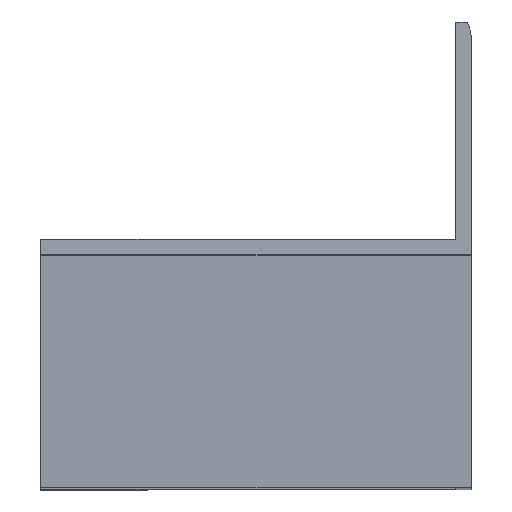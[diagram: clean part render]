
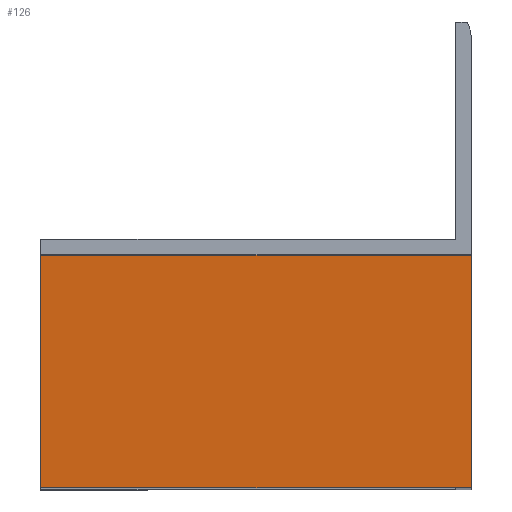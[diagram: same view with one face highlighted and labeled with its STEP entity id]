
A CAD part, top view. The second image highlights one B-rep face of the part: STEP entity #126.
In plain terms, the highlighted planar face has unit normal (0, -0.07, 0.998).
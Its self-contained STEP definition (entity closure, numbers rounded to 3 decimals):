
#3 = CARTESIAN_POINT ( 'NONE',  ( 53.5, -114.7, 85. ) ) ;
#29 = EDGE_CURVE ( 'NONE', #558, #539, #342, .T. ) ;
#32 = EDGE_CURVE ( 'NONE', #539, #354, #334, .T. ) ;
#55 = CARTESIAN_POINT ( 'NONE',  ( 0., -114.7, 85. ) ) ;
#57 = DIRECTION ( 'NONE',  ( -1., 0., 0. ) ) ;
#60 = CARTESIAN_POINT ( 'NONE',  ( 53.5, -84.7, 87.098 ) ) ;
#66 = EDGE_CURVE ( 'NONE', #558, #500, #310, .T. ) ;
#81 = VECTOR ( 'NONE', #57, 1000. ) ;
#84 = CARTESIAN_POINT ( 'NONE',  ( 55.5, -114.7, 85. ) ) ;
#90 = LINE ( 'NONE', #60, #81 ) ;
#93 = CARTESIAN_POINT ( 'NONE',  ( 55.5, -84.7, 87.098 ) ) ;
#122 = CARTESIAN_POINT ( 'NONE',  ( 55.5, -114.7, 85. ) ) ;
#126 = ADVANCED_FACE ( 'NONE', ( #492 ), #562, .T. ) ;
#146 = DIRECTION ( 'NONE',  ( 0., 0.998, 0.07 ) ) ;
#195 = CARTESIAN_POINT ( 'NONE',  ( 0., -84.7, 87.098 ) ) ;
#198 = AXIS2_PLACEMENT_3D ( 'NONE', #553, #534, #533 ) ;
#200 = DIRECTION ( 'NONE',  ( -1., 0., 0. ) ) ;
#304 = VECTOR ( 'NONE', #146, 1000. ) ;
#310 = LINE ( 'NONE', #122, #304 ) ;
#326 = VECTOR ( 'NONE', #416, 1000. ) ;
#328 = VECTOR ( 'NONE', #200, 1000. ) ;
#334 = LINE ( 'NONE', #442, #326 ) ;
#342 = LINE ( 'NONE', #3, #328 ) ;
#354 = VERTEX_POINT ( 'NONE', #195 ) ;
#389 = EDGE_LOOP ( 'NONE', ( #449, #454, #462, #465 ) ) ;
#416 = DIRECTION ( 'NONE',  ( 0., 0.998, 0.07 ) ) ;
#442 = CARTESIAN_POINT ( 'NONE',  ( 0., -114.7, 85. ) ) ;
#449 = ORIENTED_EDGE ( 'NONE', *, *, #523, .T. ) ;
#454 = ORIENTED_EDGE ( 'NONE', *, *, #32, .F. ) ;
#462 = ORIENTED_EDGE ( 'NONE', *, *, #29, .F. ) ;
#465 = ORIENTED_EDGE ( 'NONE', *, *, #66, .T. ) ;
#492 = FACE_OUTER_BOUND ( 'NONE', #389, .T. ) ;
#500 = VERTEX_POINT ( 'NONE', #93 ) ;
#523 = EDGE_CURVE ( 'NONE', #500, #354, #90, .T. ) ;
#533 = DIRECTION ( 'NONE',  ( 0., -0.998, -0.07 ) ) ;
#534 = DIRECTION ( 'NONE',  ( 0., -0.07, 0.998 ) ) ;
#539 = VERTEX_POINT ( 'NONE', #55 ) ;
#553 = CARTESIAN_POINT ( 'NONE',  ( 53.5, -114.7, 85. ) ) ;
#558 = VERTEX_POINT ( 'NONE', #84 ) ;
#562 = PLANE ( 'NONE',  #198 ) ;
